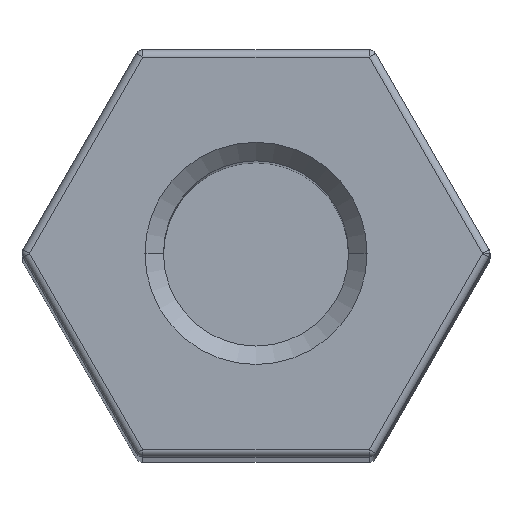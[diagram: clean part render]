
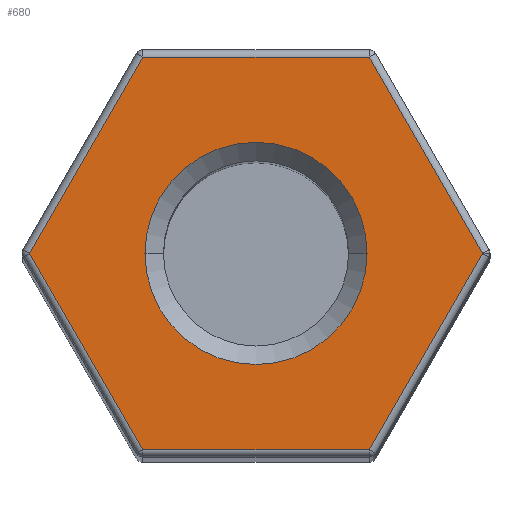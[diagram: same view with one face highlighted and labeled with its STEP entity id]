
A CAD part, top view. The second image highlights one B-rep face of the part: STEP entity #680.
In plain terms, the highlighted planar face has unit normal (0, 0, 1).
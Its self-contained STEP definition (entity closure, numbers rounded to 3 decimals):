
#37 = CARTESIAN_POINT ( 'NONE',  ( -1.53, 2.65, 40. ) ) ;
#62 = CARTESIAN_POINT ( 'NONE',  ( 3.06, 0., 40. ) ) ;
#74 = VERTEX_POINT ( 'NONE', #775 ) ;
#162 = VERTEX_POINT ( 'NONE', #460 ) ;
#171 = ORIENTED_EDGE ( 'NONE', *, *, #211, .T. ) ;
#191 = EDGE_CURVE ( 'NONE', #933, #303, #868, .T. ) ;
#199 = EDGE_CURVE ( 'NONE', #303, #162, #1356, .T. ) ;
#203 = ORIENTED_EDGE ( 'NONE', *, *, #217, .T. ) ;
#204 = EDGE_CURVE ( 'NONE', #162, #221, #243, .T. ) ;
#209 = VECTOR ( 'NONE', #345, 1000. ) ;
#211 = EDGE_CURVE ( 'NONE', #221, #465, #1085, .T. ) ;
#215 = EDGE_CURVE ( 'NONE', #465, #765, #485, .T. ) ;
#216 = DIRECTION ( 'NONE',  ( 0., 0., -1. ) ) ;
#217 = EDGE_CURVE ( 'NONE', #765, #933, #1306, .T. ) ;
#221 = VERTEX_POINT ( 'NONE', #329 ) ;
#223 = EDGE_CURVE ( 'NONE', #837, #74, #829, .T. ) ;
#243 = LINE ( 'NONE', #373, #796 ) ;
#244 = PLANE ( 'NONE',  #893 ) ;
#279 = DIRECTION ( 'NONE',  ( 1., 0., 0. ) ) ;
#291 = DIRECTION ( 'NONE',  ( 0., 0., -1. ) ) ;
#292 = CARTESIAN_POINT ( 'NONE',  ( 0., 0., 40. ) ) ;
#303 = VERTEX_POINT ( 'NONE', #37 ) ;
#305 = CARTESIAN_POINT ( 'NONE',  ( 1.53, -2.65, 40. ) ) ;
#326 = DIRECTION ( 'NONE',  ( -0.5, 0.866, 0. ) ) ;
#329 = CARTESIAN_POINT ( 'NONE',  ( -1.53, -2.65, 40. ) ) ;
#332 = CARTESIAN_POINT ( 'NONE',  ( 1.501, 2.7, 40. ) ) ;
#334 = DIRECTION ( 'NONE',  ( 0.5, 0.866, 0. ) ) ;
#343 = CARTESIAN_POINT ( 'NONE',  ( 3.089, 0.05, 40. ) ) ;
#345 = DIRECTION ( 'NONE',  ( 1., 0., 0. ) ) ;
#347 = DIRECTION ( 'NONE',  ( 1., 0., 0. ) ) ;
#349 = EDGE_LOOP ( 'NONE', ( #1300, #788 ) ) ;
#356 = AXIS2_PLACEMENT_3D ( 'NONE', #292, #291, #279 ) ;
#360 = DIRECTION ( 'NONE',  ( 0.5, -0.866, 0. ) ) ;
#373 = CARTESIAN_POINT ( 'NONE',  ( -1.501, -2.7, 40. ) ) ;
#387 = CARTESIAN_POINT ( 'NONE',  ( -3.089, -0.05, 40. ) ) ;
#411 = CARTESIAN_POINT ( 'NONE',  ( 1.588, -2.65, 40. ) ) ;
#420 = DIRECTION ( 'NONE',  ( -0.5, -0.866, 0. ) ) ;
#431 = CARTESIAN_POINT ( 'NONE',  ( -1.588, 2.65, 40. ) ) ;
#452 = FACE_OUTER_BOUND ( 'NONE', #564, .T. ) ;
#455 = VECTOR ( 'NONE', #326, 1000. ) ;
#460 = CARTESIAN_POINT ( 'NONE',  ( -3.06, 0., 40. ) ) ;
#465 = VERTEX_POINT ( 'NONE', #305 ) ;
#485 = LINE ( 'NONE', #343, #1049 ) ;
#522 = VECTOR ( 'NONE', #547, 1000. ) ;
#547 = DIRECTION ( 'NONE',  ( -1., 0., 0. ) ) ;
#564 = EDGE_LOOP ( 'NONE', ( #1235, #703, #1268, #171, #1044, #203 ) ) ;
#589 = EDGE_CURVE ( 'NONE', #74, #837, #621, .T. ) ;
#621 = CIRCLE ( 'NONE', #1011, 1.5 ) ;
#680 = ADVANCED_FACE ( 'NONE', ( #452, #758 ), #244, .T. ) ;
#703 = ORIENTED_EDGE ( 'NONE', *, *, #199, .T. ) ;
#758 = FACE_BOUND ( 'NONE', #349, .T. ) ;
#765 = VERTEX_POINT ( 'NONE', #62 ) ;
#775 = CARTESIAN_POINT ( 'NONE',  ( 1.5, 0., 40. ) ) ;
#788 = ORIENTED_EDGE ( 'NONE', *, *, #223, .T. ) ;
#796 = VECTOR ( 'NONE', #360, 1000. ) ;
#797 = CARTESIAN_POINT ( 'NONE',  ( 3.175, 0., 40. ) ) ;
#829 = CIRCLE ( 'NONE', #356, 1.5 ) ;
#837 = VERTEX_POINT ( 'NONE', #858 ) ;
#858 = CARTESIAN_POINT ( 'NONE',  ( -1.5, 0., 40. ) ) ;
#868 = LINE ( 'NONE', #431, #522 ) ;
#882 = CARTESIAN_POINT ( 'NONE',  ( 0., 0., 40. ) ) ;
#893 = AXIS2_PLACEMENT_3D ( 'NONE', #797, #1209, #347 ) ;
#933 = VERTEX_POINT ( 'NONE', #990 ) ;
#990 = CARTESIAN_POINT ( 'NONE',  ( 1.53, 2.65, 40. ) ) ;
#992 = DIRECTION ( 'NONE',  ( 1., 0., 0. ) ) ;
#1011 = AXIS2_PLACEMENT_3D ( 'NONE', #882, #216, #992 ) ;
#1044 = ORIENTED_EDGE ( 'NONE', *, *, #215, .T. ) ;
#1049 = VECTOR ( 'NONE', #334, 1000. ) ;
#1085 = LINE ( 'NONE', #411, #209 ) ;
#1209 = DIRECTION ( 'NONE',  ( 0., 0., 1. ) ) ;
#1235 = ORIENTED_EDGE ( 'NONE', *, *, #191, .T. ) ;
#1268 = ORIENTED_EDGE ( 'NONE', *, *, #204, .T. ) ;
#1300 = ORIENTED_EDGE ( 'NONE', *, *, #589, .T. ) ;
#1306 = LINE ( 'NONE', #332, #455 ) ;
#1330 = VECTOR ( 'NONE', #420, 1000. ) ;
#1356 = LINE ( 'NONE', #387, #1330 ) ;
